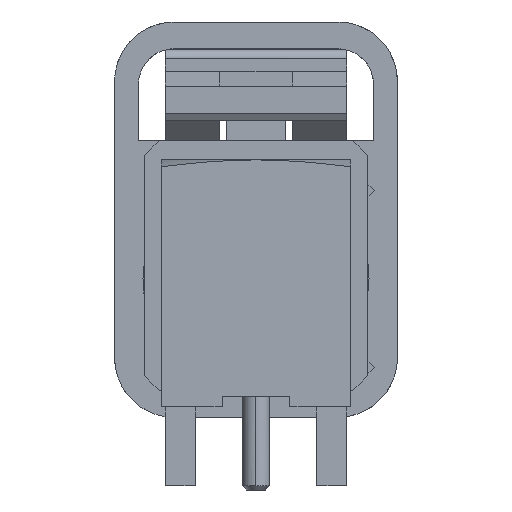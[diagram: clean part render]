
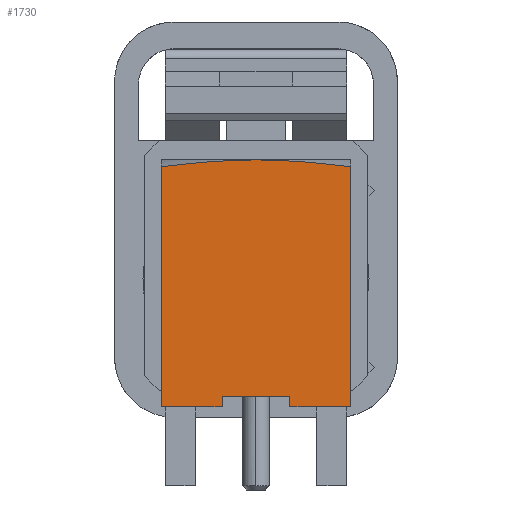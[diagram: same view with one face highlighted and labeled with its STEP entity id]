
A CAD part, front view. The second image highlights one B-rep face of the part: STEP entity #1730.
In plain terms, the highlighted free-form (B-spline) face has degree [1, 1] with [2, 2] control points.
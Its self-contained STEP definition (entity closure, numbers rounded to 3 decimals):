
#527 = VERTEX_POINT('',#528);
#528 = CARTESIAN_POINT('',(0.,-3.88,
    10.144));
#535 = VERTEX_POINT('',#536);
#536 = CARTESIAN_POINT('',(-3.88,-3.88,
    9.861));
#548 = EDGE_CURVE('',#535,#527,#549,.T.);
#549 = B_SPLINE_CURVE_WITH_KNOTS('',3,(#550,#551,#552,#553,#554,#555,
    #556,#557,#558),.UNSPECIFIED.,.F.,.F.,(4,1,1,1,1,1,4),(0.,
    0.167,0.333,0.5,0.667,0.833,1.),
  .UNSPECIFIED.);
#550 = CARTESIAN_POINT('',(-3.88,-3.88,
    9.861));
#551 = CARTESIAN_POINT('',(-3.646,-3.88,9.89
    ));
#552 = CARTESIAN_POINT('',(-3.184,-3.88,
    9.945));
#553 = CARTESIAN_POINT('',(-2.509,-3.88,
    10.016));
#554 = CARTESIAN_POINT('',(-1.853,-3.88,
    10.073));
#555 = CARTESIAN_POINT('',(-1.215,-3.88,
    10.114));
#556 = CARTESIAN_POINT('',(-0.596,-3.88,
    10.139));
#557 = CARTESIAN_POINT('',(-0.197,-3.88,
    10.144));
#558 = CARTESIAN_POINT('',(0.,-3.88,
    10.144));
#1180 = VERTEX_POINT('',#1181);
#1181 = CARTESIAN_POINT('',(1.393,-3.88,0.));
#1186 = EDGE_CURVE('',#1180,#1187,#1189,.T.);
#1187 = VERTEX_POINT('',#1188);
#1188 = CARTESIAN_POINT('',(1.393,-3.88,
    0.428));
#1189 = B_SPLINE_CURVE_WITH_KNOTS('',1,(#1190,#1191),.UNSPECIFIED.,.F.,
  .F.,(2,2),(0.,0.35),.PIECEWISE_BEZIER_KNOTS.);
#1190 = CARTESIAN_POINT('',(1.393,-3.88,0.));
#1191 = CARTESIAN_POINT('',(1.393,-3.88,
    0.428));
#1331 = VERTEX_POINT('',#1332);
#1332 = CARTESIAN_POINT('',(-1.393,-3.88,0.));
#1347 = VERTEX_POINT('',#1348);
#1348 = CARTESIAN_POINT('',(-1.393,-3.88,
    0.428));
#1353 = EDGE_CURVE('',#1347,#1331,#1354,.T.);
#1354 = B_SPLINE_CURVE_WITH_KNOTS('',1,(#1355,#1356),.UNSPECIFIED.,.F.,
  .F.,(2,2),(0.,0.35),.PIECEWISE_BEZIER_KNOTS.);
#1355 = CARTESIAN_POINT('',(-1.393,-3.88,
    0.428));
#1356 = CARTESIAN_POINT('',(-1.393,-3.88,0.));
#1372 = EDGE_CURVE('',#1331,#1373,#1375,.T.);
#1373 = VERTEX_POINT('',#1374);
#1374 = CARTESIAN_POINT('',(-3.88,-3.88,0.));
#1375 = B_SPLINE_CURVE_WITH_KNOTS('',1,(#1376,#1377),.UNSPECIFIED.,.F.,
  .F.,(2,2),(0.,2.035),.PIECEWISE_BEZIER_KNOTS.);
#1376 = CARTESIAN_POINT('',(-1.393,-3.88,0.));
#1377 = CARTESIAN_POINT('',(-3.88,-3.88,0.));
#1662 = EDGE_CURVE('',#1347,#1187,#1663,.T.);
#1663 = B_SPLINE_CURVE_WITH_KNOTS('',1,(#1664,#1665),.UNSPECIFIED.,.F.,
  .F.,(2,2),(0.,2.28),.PIECEWISE_BEZIER_KNOTS.);
#1664 = CARTESIAN_POINT('',(-1.393,-3.88,
    0.428));
#1665 = CARTESIAN_POINT('',(1.393,-3.88,
    0.428));
#1715 = VERTEX_POINT('',#1716);
#1716 = CARTESIAN_POINT('',(3.88,-3.88,0.));
#1721 = EDGE_CURVE('',#1715,#1180,#1722,.T.);
#1722 = B_SPLINE_CURVE_WITH_KNOTS('',1,(#1723,#1724),.UNSPECIFIED.,.F.,
  .F.,(2,2),(0.,2.035),.PIECEWISE_BEZIER_KNOTS.);
#1723 = CARTESIAN_POINT('',(3.88,-3.88,0.));
#1724 = CARTESIAN_POINT('',(1.393,-3.88,0.));
#1730 = ADVANCED_FACE('',(#1731),#1763,.T.);
#1731 = FACE_BOUND('',#1732,.T.);
#1732 = EDGE_LOOP('',(#1733,#1734,#1739,#1740,#1741,#1742,#1743,#1744,
    #1751));
#1733 = ORIENTED_EDGE('',*,*,#548,.F.);
#1734 = ORIENTED_EDGE('',*,*,#1735,.T.);
#1735 = EDGE_CURVE('',#535,#1373,#1736,.T.);
#1736 = B_SPLINE_CURVE_WITH_KNOTS('',1,(#1737,#1738),.UNSPECIFIED.,.F.,
  .F.,(2,2),(0.,8.068),.PIECEWISE_BEZIER_KNOTS.);
#1737 = CARTESIAN_POINT('',(-3.88,-3.88,
    9.861));
#1738 = CARTESIAN_POINT('',(-3.88,-3.88,
    0.));
#1739 = ORIENTED_EDGE('',*,*,#1372,.F.);
#1740 = ORIENTED_EDGE('',*,*,#1353,.F.);
#1741 = ORIENTED_EDGE('',*,*,#1662,.T.);
#1742 = ORIENTED_EDGE('',*,*,#1186,.F.);
#1743 = ORIENTED_EDGE('',*,*,#1721,.F.);
#1744 = ORIENTED_EDGE('',*,*,#1745,.F.);
#1745 = EDGE_CURVE('',#1746,#1715,#1748,.T.);
#1746 = VERTEX_POINT('',#1747);
#1747 = CARTESIAN_POINT('',(3.88,-3.88,
    9.861));
#1748 = B_SPLINE_CURVE_WITH_KNOTS('',1,(#1749,#1750),.UNSPECIFIED.,.F.,
  .F.,(2,2),(0.,8.068),.PIECEWISE_BEZIER_KNOTS.);
#1749 = CARTESIAN_POINT('',(3.88,-3.88,
    9.861));
#1750 = CARTESIAN_POINT('',(3.88,-3.88,
    0.));
#1751 = ORIENTED_EDGE('',*,*,#1752,.F.);
#1752 = EDGE_CURVE('',#527,#1746,#1753,.T.);
#1753 = B_SPLINE_CURVE_WITH_KNOTS('',3,(#1754,#1755,#1756,#1757,#1758,
    #1759,#1760,#1761,#1762),.UNSPECIFIED.,.F.,.F.,(4,1,1,1,1,1,4),(0.,
    0.167,0.333,0.5,0.667,0.833,1.),
  .UNSPECIFIED.);
#1754 = CARTESIAN_POINT('',(0.,-3.88,
    10.144));
#1755 = CARTESIAN_POINT('',(0.197,-3.88,
    10.144));
#1756 = CARTESIAN_POINT('',(0.596,-3.88,
    10.139));
#1757 = CARTESIAN_POINT('',(1.216,-3.88,
    10.114));
#1758 = CARTESIAN_POINT('',(1.853,-3.88,
    10.073));
#1759 = CARTESIAN_POINT('',(2.509,-3.88,
    10.016));
#1760 = CARTESIAN_POINT('',(3.184,-3.88,
    9.945));
#1761 = CARTESIAN_POINT('',(3.646,-3.88,
    9.89));
#1762 = CARTESIAN_POINT('',(3.88,-3.88,
    9.861));
#1763 = B_SPLINE_SURFACE_WITH_KNOTS('',1,1,(
    (#1764,#1765)
    ,(#1766,#1767
    )),.UNSPECIFIED.,.F.,.F.,.F.,(2,2),(2,2),(-3.175,3.175),(
    -0.925,7.375),.PIECEWISE_BEZIER_KNOTS.);
#1764 = CARTESIAN_POINT('',(3.88,-3.88,
    10.144));
#1765 = CARTESIAN_POINT('',(3.88,-3.88,0.));
#1766 = CARTESIAN_POINT('',(-3.88,-3.88,
    10.144));
#1767 = CARTESIAN_POINT('',(-3.88,-3.88,0.));
